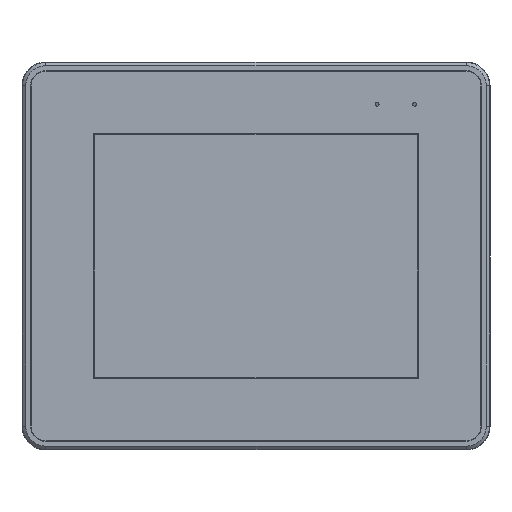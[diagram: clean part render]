
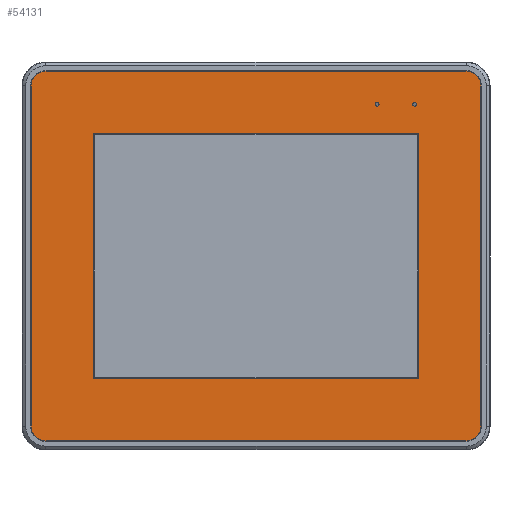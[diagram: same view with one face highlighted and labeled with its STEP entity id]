
A CAD part, top view. The second image highlights one B-rep face of the part: STEP entity #54131.
In plain terms, the highlighted planar face has unit normal (0, 0, 1).
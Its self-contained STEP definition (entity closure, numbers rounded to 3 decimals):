
#347 = CARTESIAN_POINT ( 'NONE',  ( 119.586, 90.286, 0.5 ) ) ;
#777 = CARTESIAN_POINT ( 'NONE',  ( -119.586, 90.286, 0.5 ) ) ;
#832 = ORIENTED_EDGE ( 'NONE', *, *, #70596, .T. ) ;
#1107 = CARTESIAN_POINT ( 'NONE',  ( 86.6, -65.3, 0.5 ) ) ;
#1443 = DIRECTION ( 'NONE',  ( 0., 0., 1. ) ) ;
#1804 = DIRECTION ( 'NONE',  ( -1., 0., 0. ) ) ;
#1985 = CARTESIAN_POINT ( 'NONE',  ( -111.586, -98.286, 0.5 ) ) ;
#2060 = CIRCLE ( 'NONE', #8945, 8. ) ;
#3275 = CARTESIAN_POINT ( 'NONE',  ( -119.586, 90.286, 0.5 ) ) ;
#3368 = DIRECTION ( 'NONE',  ( 0., 0., 1. ) ) ;
#4061 = CARTESIAN_POINT ( 'NONE',  ( 84.403, 80.603, 0.5 ) ) ;
#4352 = DIRECTION ( 'NONE',  ( 0., 0., 1. ) ) ;
#4660 = DIRECTION ( 'NONE',  ( 0., 1., 0. ) ) ;
#4680 = VERTEX_POINT ( 'NONE', #53628 ) ;
#5646 = VERTEX_POINT ( 'NONE', #46596 ) ;
#6678 = AXIS2_PLACEMENT_3D ( 'NONE', #39900, #7063, #40275 ) ;
#6762 = ORIENTED_EDGE ( 'NONE', *, *, #9500, .T. ) ;
#7063 = DIRECTION ( 'NONE',  ( 0., 0., 1. ) ) ;
#7245 = EDGE_CURVE ( 'NONE', #8022, #5646, #44530, .T. ) ;
#7253 = AXIS2_PLACEMENT_3D ( 'NONE', #49719, #15452, #21961 ) ;
#8022 = VERTEX_POINT ( 'NONE', #51213 ) ;
#8383 = EDGE_LOOP ( 'NONE', ( #44630, #38750 ) ) ;
#8945 = AXIS2_PLACEMENT_3D ( 'NONE', #56816, #24696, #19291 ) ;
#9160 = DIRECTION ( 'NONE',  ( -1., 0., 0. ) ) ;
#9500 = EDGE_CURVE ( 'NONE', #31718, #21482, #17935, .T. ) ;
#10182 = EDGE_CURVE ( 'NONE', #47726, #50918, #59474, .T. ) ;
#10511 = ORIENTED_EDGE ( 'NONE', *, *, #17713, .F. ) ;
#10607 = CIRCLE ( 'NONE', #48671, 8. ) ;
#10767 = EDGE_LOOP ( 'NONE', ( #832, #67788, #29329, #6762, #22771, #70894, #60307, #39049 ) ) ;
#10955 = FACE_BOUND ( 'NONE', #42674, .T. ) ;
#11236 = EDGE_CURVE ( 'NONE', #68084, #32160, #47397, .T. ) ;
#11813 = CARTESIAN_POINT ( 'NONE',  ( -111.586, -98.286, 0.5 ) ) ;
#12794 = CARTESIAN_POINT ( 'NONE',  ( -86.6, -65.3, 0.5 ) ) ;
#13265 = VECTOR ( 'NONE', #9160, 1000. ) ;
#13329 = VECTOR ( 'NONE', #53711, 1000. ) ;
#15452 = DIRECTION ( 'NONE',  ( 0., 0., 1. ) ) ;
#16153 = CIRCLE ( 'NONE', #24249, 1. ) ;
#16379 = ORIENTED_EDGE ( 'NONE', *, *, #47955, .F. ) ;
#16485 = CARTESIAN_POINT ( 'NONE',  ( 86.6, 65.3, 0.5 ) ) ;
#16734 = VECTOR ( 'NONE', #59257, 1000. ) ;
#16868 = AXIS2_PLACEMENT_3D ( 'NONE', #4061, #3368, #25733 ) ;
#17713 = EDGE_CURVE ( 'NONE', #60576, #47726, #47265, .T. ) ;
#17935 = LINE ( 'NONE', #11813, #42424 ) ;
#18567 = DIRECTION ( 'NONE',  ( 1., 0., 0. ) ) ;
#19291 = DIRECTION ( 'NONE',  ( -1., 0., 0. ) ) ;
#19357 = CIRCLE ( 'NONE', #6678, 1. ) ;
#19847 = DIRECTION ( 'NONE',  ( -1., 0., 0. ) ) ;
#20203 = ORIENTED_EDGE ( 'NONE', *, *, #10182, .F. ) ;
#21482 = VERTEX_POINT ( 'NONE', #34472 ) ;
#21961 = DIRECTION ( 'NONE',  ( 1., 0., 0. ) ) ;
#22771 = ORIENTED_EDGE ( 'NONE', *, *, #52667, .T. ) ;
#22879 = FACE_BOUND ( 'NONE', #30698, .T. ) ;
#22953 = LINE ( 'NONE', #33752, #26382 ) ;
#23438 = DIRECTION ( 'NONE',  ( 0., 0., 1. ) ) ;
#24249 = AXIS2_PLACEMENT_3D ( 'NONE', #68783, #48196, #25138 ) ;
#24346 = EDGE_CURVE ( 'NONE', #5646, #8022, #19357, .T. ) ;
#24696 = DIRECTION ( 'NONE',  ( 0., 0., 1. ) ) ;
#25138 = DIRECTION ( 'NONE',  ( 1., 0., 0. ) ) ;
#25733 = DIRECTION ( 'NONE',  ( 1., 0., 0. ) ) ;
#25921 = CARTESIAN_POINT ( 'NONE',  ( -86.6, 65.3, 0.5 ) ) ;
#26382 = VECTOR ( 'NONE', #4660, 1000. ) ;
#27590 = PLANE ( 'NONE',  #69577 ) ;
#27686 = CARTESIAN_POINT ( 'NONE',  ( 63.403, 80.603, 0.5 ) ) ;
#27930 = FACE_OUTER_BOUND ( 'NONE', #10767, .T. ) ;
#28278 = DIRECTION ( 'NONE',  ( -1., 0., 0. ) ) ;
#28817 = AXIS2_PLACEMENT_3D ( 'NONE', #69311, #4352, #64956 ) ;
#28878 = CARTESIAN_POINT ( 'NONE',  ( -111.586, -90.286, 0.5 ) ) ;
#29329 = ORIENTED_EDGE ( 'NONE', *, *, #48697, .T. ) ;
#30374 = CARTESIAN_POINT ( 'NONE',  ( 119.586, -90.286, 0.5 ) ) ;
#30698 = EDGE_LOOP ( 'NONE', ( #20203, #10511, #16379, #35826 ) ) ;
#31718 = VERTEX_POINT ( 'NONE', #1985 ) ;
#32160 = VERTEX_POINT ( 'NONE', #41484 ) ;
#32979 = FACE_BOUND ( 'NONE', #8383, .T. ) ;
#33219 = DIRECTION ( 'NONE',  ( -1., 0., 0. ) ) ;
#33752 = CARTESIAN_POINT ( 'NONE',  ( 86.6, 65.3, 0.5 ) ) ;
#33956 = LINE ( 'NONE', #777, #41972 ) ;
#34363 = CARTESIAN_POINT ( 'NONE',  ( -86.6, -65.3, 0.5 ) ) ;
#34472 = CARTESIAN_POINT ( 'NONE',  ( 111.586, -98.286, 0.5 ) ) ;
#35826 = ORIENTED_EDGE ( 'NONE', *, *, #63215, .F. ) ;
#36415 = CARTESIAN_POINT ( 'NONE',  ( -86.6, 65.3, 0.5 ) ) ;
#37863 = ORIENTED_EDGE ( 'NONE', *, *, #7245, .F. ) ;
#38750 = ORIENTED_EDGE ( 'NONE', *, *, #51573, .F. ) ;
#39049 = ORIENTED_EDGE ( 'NONE', *, *, #11236, .T. ) ;
#39349 = CARTESIAN_POINT ( 'NONE',  ( 111.586, -90.286, 0.5 ) ) ;
#39364 = VERTEX_POINT ( 'NONE', #30374 ) ;
#39900 = CARTESIAN_POINT ( 'NONE',  ( 84.403, 80.603, 0.5 ) ) ;
#40275 = DIRECTION ( 'NONE',  ( 1., 0., 0. ) ) ;
#41484 = CARTESIAN_POINT ( 'NONE',  ( -111.586, 98.286, 0.5 ) ) ;
#41972 = VECTOR ( 'NONE', #57413, 1000. ) ;
#41990 = CARTESIAN_POINT ( 'NONE',  ( -111.586, 98.286, 0.5 ) ) ;
#42175 = ORIENTED_EDGE ( 'NONE', *, *, #24346, .F. ) ;
#42424 = VECTOR ( 'NONE', #51137, 1000. ) ;
#42674 = EDGE_LOOP ( 'NONE', ( #42175, #37863 ) ) ;
#42683 = CARTESIAN_POINT ( 'NONE',  ( 119.586, 90.286, 0.5 ) ) ;
#44518 = CARTESIAN_POINT ( 'NONE',  ( -111.586, 90.286, 0.5 ) ) ;
#44530 = CIRCLE ( 'NONE', #16868, 1. ) ;
#44630 = ORIENTED_EDGE ( 'NONE', *, *, #48875, .F. ) ;
#44881 = DIRECTION ( 'NONE',  ( 0., 0., -1. ) ) ;
#46596 = CARTESIAN_POINT ( 'NONE',  ( 83.403, 80.603, 0.5 ) ) ;
#46813 = EDGE_CURVE ( 'NONE', #48704, #68084, #2060, .T. ) ;
#47022 = VERTEX_POINT ( 'NONE', #50639 ) ;
#47265 = LINE ( 'NONE', #68208, #60813 ) ;
#47397 = LINE ( 'NONE', #41990, #13265 ) ;
#47726 = VERTEX_POINT ( 'NONE', #36415 ) ;
#47955 = EDGE_CURVE ( 'NONE', #52550, #60576, #22953, .T. ) ;
#48196 = DIRECTION ( 'NONE',  ( 0., 0., 1. ) ) ;
#48391 = CIRCLE ( 'NONE', #59885, 8. ) ;
#48671 = AXIS2_PLACEMENT_3D ( 'NONE', #39349, #1443, #1804 ) ;
#48697 = EDGE_CURVE ( 'NONE', #47022, #31718, #48391, .T. ) ;
#48704 = VERTEX_POINT ( 'NONE', #347 ) ;
#48875 = EDGE_CURVE ( 'NONE', #68635, #4680, #16153, .T. ) ;
#49719 = CARTESIAN_POINT ( 'NONE',  ( 64.403, 80.603, 0.5 ) ) ;
#50639 = CARTESIAN_POINT ( 'NONE',  ( -119.586, -90.286, 0.5 ) ) ;
#50918 = VERTEX_POINT ( 'NONE', #34363 ) ;
#51137 = DIRECTION ( 'NONE',  ( 1., 0., 0. ) ) ;
#51162 = VECTOR ( 'NONE', #18567, 1000. ) ;
#51213 = CARTESIAN_POINT ( 'NONE',  ( 85.403, 80.603, 0.5 ) ) ;
#51573 = EDGE_CURVE ( 'NONE', #4680, #68635, #69491, .T. ) ;
#52550 = VERTEX_POINT ( 'NONE', #1107 ) ;
#52667 = EDGE_CURVE ( 'NONE', #21482, #39364, #10607, .T. ) ;
#53497 = LINE ( 'NONE', #42683, #16734 ) ;
#53628 = CARTESIAN_POINT ( 'NONE',  ( 65.403, 80.603, 0.5 ) ) ;
#53711 = DIRECTION ( 'NONE',  ( 0., -1., 0. ) ) ;
#54131 = ADVANCED_FACE ( 'NONE', ( #10955, #27930, #22879, #32979 ), #27590, .F. ) ;
#54616 = EDGE_CURVE ( 'NONE', #63599, #47022, #33956, .T. ) ;
#55559 = EDGE_CURVE ( 'NONE', #39364, #48704, #53497, .T. ) ;
#56118 = LINE ( 'NONE', #12794, #51162 ) ;
#56816 = CARTESIAN_POINT ( 'NONE',  ( 111.586, 90.286, 0.5 ) ) ;
#57413 = DIRECTION ( 'NONE',  ( 0., -1., 0. ) ) ;
#59257 = DIRECTION ( 'NONE',  ( 0., 1., 0. ) ) ;
#59474 = LINE ( 'NONE', #25921, #13329 ) ;
#59885 = AXIS2_PLACEMENT_3D ( 'NONE', #28878, #23438, #33219 ) ;
#60307 = ORIENTED_EDGE ( 'NONE', *, *, #46813, .T. ) ;
#60576 = VERTEX_POINT ( 'NONE', #16485 ) ;
#60813 = VECTOR ( 'NONE', #19847, 1000. ) ;
#63215 = EDGE_CURVE ( 'NONE', #50918, #52550, #56118, .T. ) ;
#63599 = VERTEX_POINT ( 'NONE', #3275 ) ;
#64956 = DIRECTION ( 'NONE',  ( -1., 0., 0. ) ) ;
#67788 = ORIENTED_EDGE ( 'NONE', *, *, #54616, .T. ) ;
#68084 = VERTEX_POINT ( 'NONE', #69371 ) ;
#68208 = CARTESIAN_POINT ( 'NONE',  ( -86.6, 65.3, 0.5 ) ) ;
#68635 = VERTEX_POINT ( 'NONE', #27686 ) ;
#68783 = CARTESIAN_POINT ( 'NONE',  ( 64.403, 80.603, 0.5 ) ) ;
#69311 = CARTESIAN_POINT ( 'NONE',  ( -111.586, 90.286, 0.5 ) ) ;
#69371 = CARTESIAN_POINT ( 'NONE',  ( 111.586, 98.286, 0.5 ) ) ;
#69491 = CIRCLE ( 'NONE', #7253, 1. ) ;
#69577 = AXIS2_PLACEMENT_3D ( 'NONE', #44518, #44881, #28278 ) ;
#70272 = CIRCLE ( 'NONE', #28817, 8. ) ;
#70596 = EDGE_CURVE ( 'NONE', #32160, #63599, #70272, .T. ) ;
#70894 = ORIENTED_EDGE ( 'NONE', *, *, #55559, .T. ) ;
